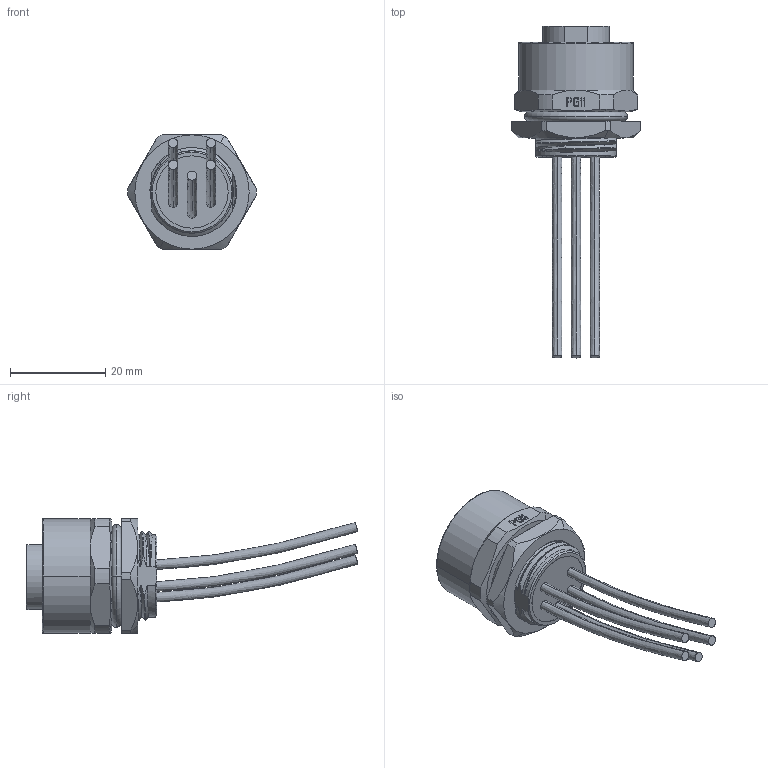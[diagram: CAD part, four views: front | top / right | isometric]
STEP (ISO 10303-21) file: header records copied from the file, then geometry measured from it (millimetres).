
FILE_DESCRIPTION((''),'2;1');
FILE_NAME('7_8-F05-BK-PG11-W0_82_SW0001','2020-12-17T',('tc.chen'),(''),'PRO/ENGINEER BY PARAMETRIC TECHNOLOGY CORPORATION, 2012480','PRO/ENGINEER BY PARAMETRIC TECHNOLOGY CORPORATION, 2012480','');
FILE_SCHEMA(('AUTOMOTIVE_DESIGN { 1 0 10303 214 1 1 1 1 }'));
Length unit declared in the file: millimetre
Products named in the file (1): 7_8-F05-BK-PG11-W0_82_SW0001
Bounding box: 27 x 69.57 x 24 mm (x, y, z)
Volume: 9806.1 mm3; surface area: 7099.5 mm2
Topology: 1 solids, 1 shells, 472 faces, 1353 edges, 895 vertices
Faces by surface type: plane 249, bspline 59, cylinder 58, cone 56, torus 30, revolution 20
Entity records: 21412 total; most frequent: CARTESIAN_POINT 9594, ORIENTED_EDGE 2706, DIRECTION 2018, EDGE_CURVE 1353, VERTEX_POINT 895, AXIS2_PLACEMENT_3D 669, VECTOR 660, LINE 660
